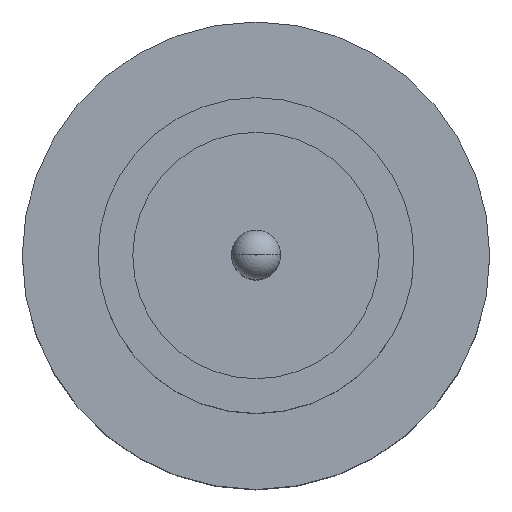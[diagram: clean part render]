
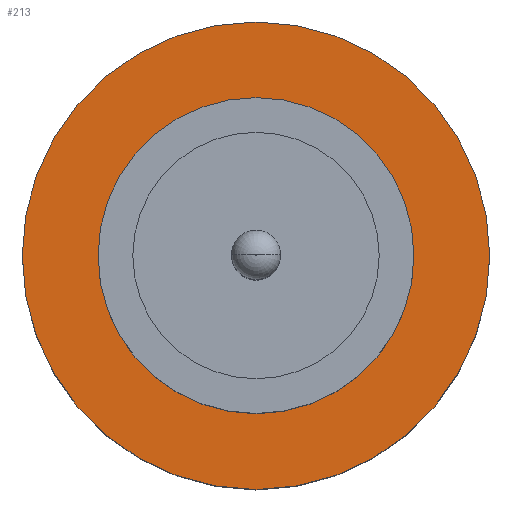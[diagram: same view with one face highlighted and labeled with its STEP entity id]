
A CAD part, top view. The second image highlights one B-rep face of the part: STEP entity #213.
In plain terms, the highlighted planar face has unit normal (0, 0, 1).
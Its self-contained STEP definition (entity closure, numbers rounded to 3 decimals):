
#50 = CIRCLE ( 'NONE', #471, 1.25 ) ;
#79 = CARTESIAN_POINT ( 'NONE',  ( 1.25, 0., 1.55 ) ) ;
#95 = ORIENTED_EDGE ( 'NONE', *, *, #866, .F. ) ;
#99 = EDGE_CURVE ( 'NONE', #174, #466, #303, .T. ) ;
#103 = CARTESIAN_POINT ( 'NONE',  ( 0., 0., 1.55 ) ) ;
#112 = DIRECTION ( 'NONE',  ( 1., 0., 0. ) ) ;
#133 = FACE_BOUND ( 'NONE', #707, .T. ) ;
#145 = AXIS2_PLACEMENT_3D ( 'NONE', #787, #520, #647 ) ;
#174 = VERTEX_POINT ( 'NONE', #859 ) ;
#205 = CARTESIAN_POINT ( 'NONE',  ( 0., 0., 1.55 ) ) ;
#213 = ADVANCED_FACE ( 'NONE', ( #133, #844 ), #650, .T. ) ;
#272 = CIRCLE ( 'NONE', #424, 1.85 ) ;
#294 = EDGE_LOOP ( 'NONE', ( #560, #316 ) ) ;
#295 = VERTEX_POINT ( 'NONE', #710 ) ;
#303 = CIRCLE ( 'NONE', #145, 1.85 ) ;
#310 = DIRECTION ( 'NONE',  ( 0., 0., 1. ) ) ;
#313 = CIRCLE ( 'NONE', #885, 1.25 ) ;
#316 = ORIENTED_EDGE ( 'NONE', *, *, #348, .T. ) ;
#320 = VERTEX_POINT ( 'NONE', #79 ) ;
#340 = DIRECTION ( 'NONE',  ( 0., 0., 1. ) ) ;
#348 = EDGE_CURVE ( 'NONE', #466, #174, #272, .T. ) ;
#406 = ORIENTED_EDGE ( 'NONE', *, *, #703, .F. ) ;
#424 = AXIS2_PLACEMENT_3D ( 'NONE', #103, #310, #658 ) ;
#466 = VERTEX_POINT ( 'NONE', #865 ) ;
#471 = AXIS2_PLACEMENT_3D ( 'NONE', #205, #630, #882 ) ;
#520 = DIRECTION ( 'NONE',  ( 0., 0., 1. ) ) ;
#542 = CARTESIAN_POINT ( 'NONE',  ( 0., 0., 1.55 ) ) ;
#560 = ORIENTED_EDGE ( 'NONE', *, *, #99, .T. ) ;
#574 = AXIS2_PLACEMENT_3D ( 'NONE', #719, #340, #890 ) ;
#630 = DIRECTION ( 'NONE',  ( 0., 0., 1. ) ) ;
#647 = DIRECTION ( 'NONE',  ( 1., 0., 0. ) ) ;
#650 = PLANE ( 'NONE',  #574 ) ;
#658 = DIRECTION ( 'NONE',  ( 1., 0., 0. ) ) ;
#703 = EDGE_CURVE ( 'NONE', #295, #320, #50, .T. ) ;
#707 = EDGE_LOOP ( 'NONE', ( #95, #406 ) ) ;
#710 = CARTESIAN_POINT ( 'NONE',  ( -1.25, 0., 1.55 ) ) ;
#719 = CARTESIAN_POINT ( 'NONE',  ( 0., 0., 1.55 ) ) ;
#787 = CARTESIAN_POINT ( 'NONE',  ( 0., 0., 1.55 ) ) ;
#810 = DIRECTION ( 'NONE',  ( 0., 0., 1. ) ) ;
#844 = FACE_OUTER_BOUND ( 'NONE', #294, .T. ) ;
#859 = CARTESIAN_POINT ( 'NONE',  ( -1.85, 0., 1.55 ) ) ;
#865 = CARTESIAN_POINT ( 'NONE',  ( 1.85, 0., 1.55 ) ) ;
#866 = EDGE_CURVE ( 'NONE', #320, #295, #313, .T. ) ;
#882 = DIRECTION ( 'NONE',  ( 1., 0., 0. ) ) ;
#885 = AXIS2_PLACEMENT_3D ( 'NONE', #542, #810, #112 ) ;
#890 = DIRECTION ( 'NONE',  ( 1., 0., 0. ) ) ;
